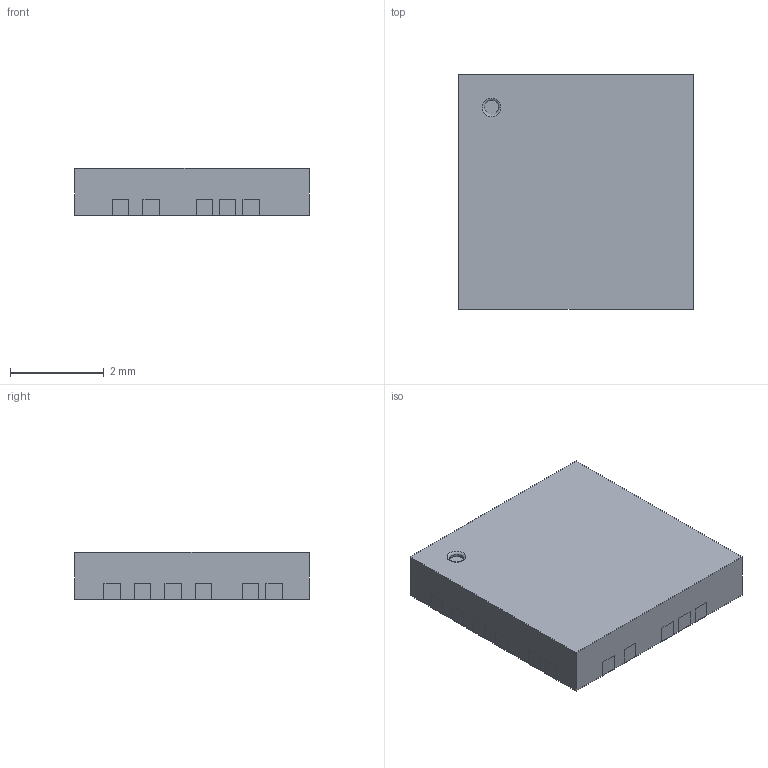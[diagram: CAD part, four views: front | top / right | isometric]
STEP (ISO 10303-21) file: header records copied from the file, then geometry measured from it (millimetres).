
FILE_DESCRIPTION(('FreeCAD Model'),'2;1');
FILE_NAME('Open CASCADE Shape Model','2025-08-14T16:09:06',(''),(''), 'Open CASCADE STEP processor 7.8','FreeCAD','Unknown');
FILE_SCHEMA(('AUTOMOTIVE_DESIGN { 1 0 10303 214 1 1 1 1 }'));
Length unit declared in the file: millimetre
Products named in the file (15): PowerPAK___MLP55_27L; Array004; pin1-2; pin-Y-L; Array; Pad001; Array002; pin-X-U; pin-Y-R; Array003; pin-Y-R-2; pin-X-D-2; pin-X-D; pin-C; case
Assembly tree (31 placements, depth 3):
  PowerPAK___MLP55_27L
    Array004
      pin1-2  x2
    pin-Y-L
    pin1-2
    Array
      Pad001  x4
    Array002
      pin-X-U  x8
    pin-Y-R
    Array003
      pin-Y-R  x5
    pin-Y-R-2
    pin-X-D-2
    pin-X-D
    pin-C
    case
Bounding box: 5 x 5 x 1 mm (x, y, z)
Surface area: 127 mm2
Topology: 27 solids, 27 shells, 220 faces, 474 edges, 289 vertices
Faces by surface type: plane 218, torus 1, cylinder 1
Full cylindrical faces by diameter (mm): 0.3 x1
Entity records: 3450 total; most frequent: CARTESIAN_POINT 537, DIRECTION 526, ORIENTED_EDGE 508, EDGE_CURVE 246, LINE 242, VECTOR 242, VERTEX_POINT 153, AXIS2_PLACEMENT_3D 142
